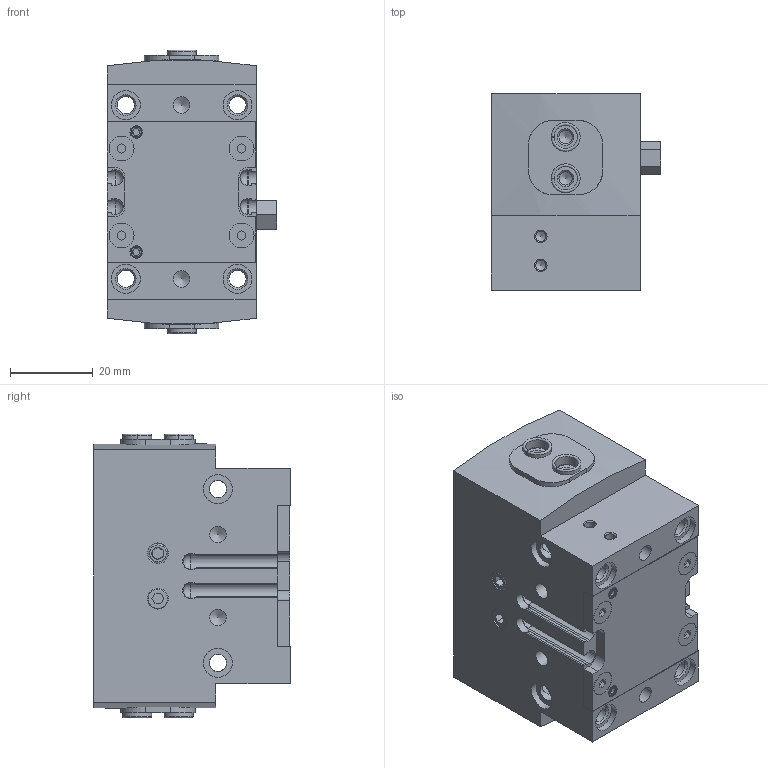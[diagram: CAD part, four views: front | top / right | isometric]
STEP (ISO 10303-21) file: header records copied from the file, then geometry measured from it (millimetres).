
FILE_DESCRIPTION(/* description */ ('STEP AP214'),/* implementation_level */ '2;1');
FILE_NAME(/* name */ '1132942_HGPD-25-A',/* time_stamp */ '2024-08-29T05:51:52+02:00',/* author */ ('License CC BY-ND 4.0'),/* organization */ ('CADENAS'),/* preprocessor_version */ 'ST-DEVELOPER v19.3',/* originating_system */ 'PARTsolutions',/* authorisation */ ' ');
FILE_SCHEMA (('AUTOMOTIVE_DESIGN {1 0 10303 214 3 1 1}'));
Length unit declared in the file: millimetre
Products named in the file (7): 1132942 HGPD-25-A---(0); 1132942 HGPD-25-A (g)---(0); 1132942 HGPD-25-A (b); 8146544 ZBH-7-B; 1150401 (f); DIN-913 - M5x5; DIN-913 - M3x3
Assembly tree (11 placements, depth 2):
  1132942 HGPD-25-A---(0)
    1132942 HGPD-25-A (g)---(0)
    1132942 HGPD-25-A (b)  x2
    8146544 ZBH-7-B  x4
    1150401 (f)
    DIN-913 - M5x5
    DIN-913 - M3x3  x2
Bounding box: 41 x 47.5 x 68.6 mm (x, y, z)
Volume: 94097 mm3; surface area: 28610.9 mm2
Topology: 11 solids, 11 shells, 435 faces, 996 edges, 626 vertices
Faces by surface type: plane 235, cylinder 127, cone 57, torus 12, sphere 4
Full cylindrical faces by diameter (mm): 2.459 x6, 3 x2, 3.242 x4, 4 x4, 4.134 x8, 4.2 x12, 5 x4, 6 x5, 7 x14, 7.4 x6
Entity records: 12346 total; most frequent: CARTESIAN_POINT 1939, DIRECTION 1700, ORIENTED_EDGE 1502, EDGE_CURVE 751, AXIS2_PLACEMENT_3D 616, FACE_BOUND 546, VERTEX_POINT 541, EDGE_LOOP 536
